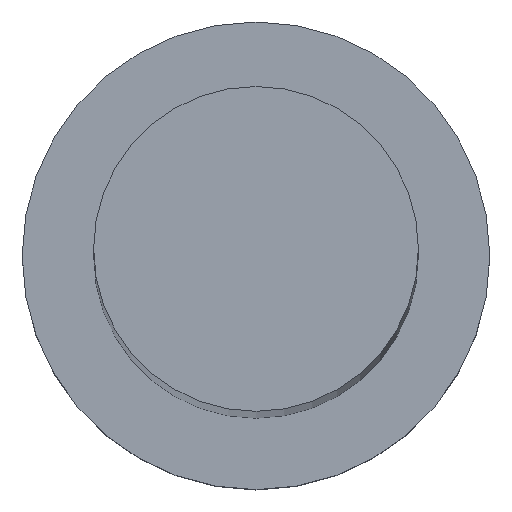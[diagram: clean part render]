
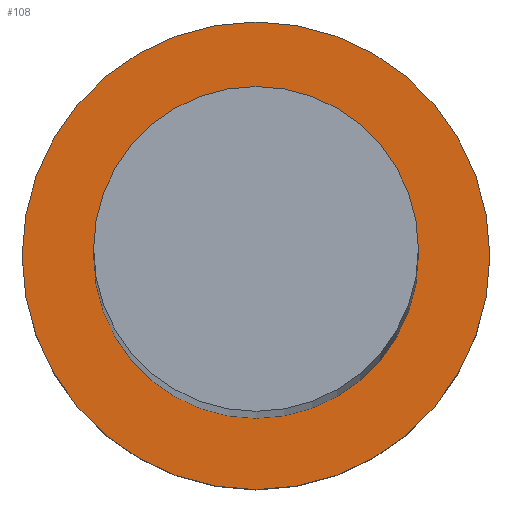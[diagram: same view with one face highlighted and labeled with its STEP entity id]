
A CAD part, top view. The second image highlights one B-rep face of the part: STEP entity #108.
In plain terms, the highlighted planar face has unit normal (0, 0, 1).
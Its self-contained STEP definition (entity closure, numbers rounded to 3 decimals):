
#2 = CARTESIAN_POINT ( 'NONE',  ( 0., 0., 7. ) ) ;
#7 = DIRECTION ( 'NONE',  ( 1., 0., 0. ) ) ;
#17 = DIRECTION ( 'NONE',  ( 0., 0., 1. ) ) ;
#33 = AXIS2_PLACEMENT_3D ( 'NONE', #2, #150, #131 ) ;
#39 = FACE_OUTER_BOUND ( 'NONE', #82, .T. ) ;
#44 = ORIENTED_EDGE ( 'NONE', *, *, #92, .T. ) ;
#56 = CARTESIAN_POINT ( 'NONE',  ( 6.25, 0., 7. ) ) ;
#65 = DIRECTION ( 'NONE',  ( 1., 0., 0. ) ) ;
#66 = ORIENTED_EDGE ( 'NONE', *, *, #252, .F. ) ;
#73 = CIRCLE ( 'NONE', #127, 9. ) ;
#82 = EDGE_LOOP ( 'NONE', ( #44, #143 ) ) ;
#85 = ORIENTED_EDGE ( 'NONE', *, *, #99, .F. ) ;
#92 = EDGE_CURVE ( 'NONE', #221, #224, #159, .T. ) ;
#94 = DIRECTION ( 'NONE',  ( 0., 0., 1. ) ) ;
#96 = DIRECTION ( 'NONE',  ( 0., 0., 1. ) ) ;
#97 = CARTESIAN_POINT ( 'NONE',  ( -9., 0., 7. ) ) ;
#98 = CARTESIAN_POINT ( 'NONE',  ( -6.25, 0., 7. ) ) ;
#99 = EDGE_CURVE ( 'NONE', #139, #204, #142, .T. ) ;
#106 = EDGE_LOOP ( 'NONE', ( #66, #85 ) ) ;
#108 = ADVANCED_FACE ( 'NONE', ( #214, #39 ), #116, .T. ) ;
#109 = DIRECTION ( 'NONE',  ( 1., 0., 0. ) ) ;
#112 = CARTESIAN_POINT ( 'NONE',  ( 0., 0., 7. ) ) ;
#116 = PLANE ( 'NONE',  #178 ) ;
#127 = AXIS2_PLACEMENT_3D ( 'NONE', #238, #135, #65 ) ;
#131 = DIRECTION ( 'NONE',  ( 1., 0., 0. ) ) ;
#135 = DIRECTION ( 'NONE',  ( 0., 0., 1. ) ) ;
#139 = VERTEX_POINT ( 'NONE', #56 ) ;
#140 = AXIS2_PLACEMENT_3D ( 'NONE', #112, #94, #7 ) ;
#142 = CIRCLE ( 'NONE', #33, 6.25 ) ;
#143 = ORIENTED_EDGE ( 'NONE', *, *, #147, .T. ) ;
#147 = EDGE_CURVE ( 'NONE', #224, #221, #73, .T. ) ;
#150 = DIRECTION ( 'NONE',  ( 0., 0., 1. ) ) ;
#154 = CARTESIAN_POINT ( 'NONE',  ( 0., 0., 7. ) ) ;
#158 = CIRCLE ( 'NONE', #140, 6.25 ) ;
#159 = CIRCLE ( 'NONE', #183, 9. ) ;
#178 = AXIS2_PLACEMENT_3D ( 'NONE', #154, #96, #195 ) ;
#183 = AXIS2_PLACEMENT_3D ( 'NONE', #213, #17, #109 ) ;
#195 = DIRECTION ( 'NONE',  ( 1., 0., 0. ) ) ;
#204 = VERTEX_POINT ( 'NONE', #98 ) ;
#213 = CARTESIAN_POINT ( 'NONE',  ( 0., 0., 7. ) ) ;
#214 = FACE_BOUND ( 'NONE', #106, .T. ) ;
#221 = VERTEX_POINT ( 'NONE', #97 ) ;
#224 = VERTEX_POINT ( 'NONE', #237 ) ;
#237 = CARTESIAN_POINT ( 'NONE',  ( 9., 0., 7. ) ) ;
#238 = CARTESIAN_POINT ( 'NONE',  ( 0., 0., 7. ) ) ;
#252 = EDGE_CURVE ( 'NONE', #204, #139, #158, .T. ) ;
